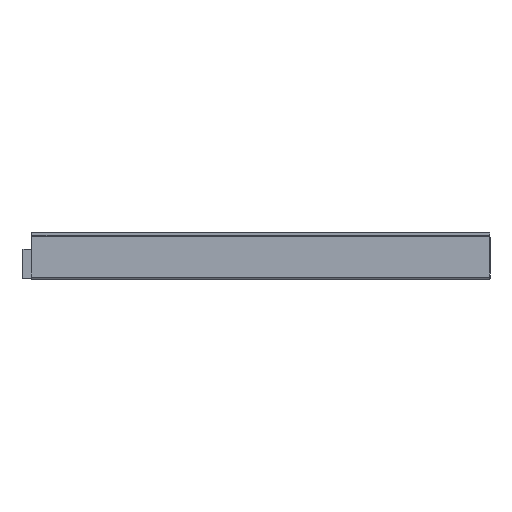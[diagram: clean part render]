
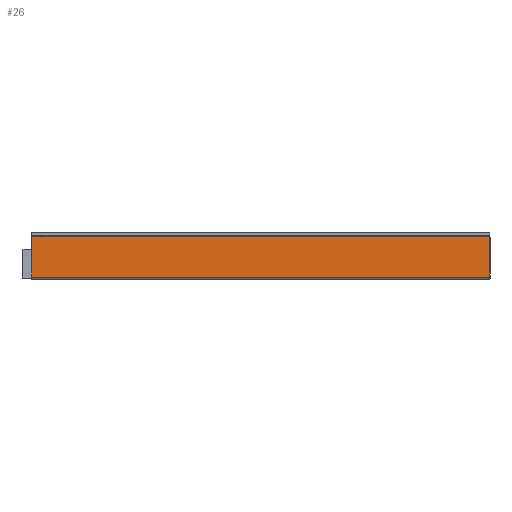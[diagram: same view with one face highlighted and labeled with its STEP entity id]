
A CAD part, top view. The second image highlights one B-rep face of the part: STEP entity #26.
In plain terms, the highlighted planar face has unit normal (0, 0, 1).
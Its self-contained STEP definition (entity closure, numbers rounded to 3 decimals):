
#26 = ADVANCED_FACE ( 'NONE', ( #709 ), #552, .F. ) ;
#57 = VECTOR ( 'NONE', #2125, 1000. ) ;
#74 = ORIENTED_EDGE ( 'NONE', *, *, #983, .T. ) ;
#210 = CARTESIAN_POINT ( 'NONE',  ( -2., 0.7, 0. ) ) ;
#321 = ORIENTED_EDGE ( 'NONE', *, *, #747, .T. ) ;
#361 = VECTOR ( 'NONE', #1284, 1000. ) ;
#403 = AXIS2_PLACEMENT_3D ( 'NONE', #1456, #1616, #908 ) ;
#417 = LINE ( 'NONE', #722, #57 ) ;
#552 = PLANE ( 'NONE',  #403 ) ;
#590 = VECTOR ( 'NONE', #764, 1000. ) ;
#677 = LINE ( 'NONE', #1826, #590 ) ;
#709 = FACE_OUTER_BOUND ( 'NONE', #1424, .T. ) ;
#712 = ORIENTED_EDGE ( 'NONE', *, *, #1110, .T. ) ;
#722 = CARTESIAN_POINT ( 'NONE',  ( 140.3, 0., 0. ) ) ;
#747 = EDGE_CURVE ( 'NONE', #1903, #1883, #677, .T. ) ;
#764 = DIRECTION ( 'NONE',  ( 0., -1., 0. ) ) ;
#851 = VECTOR ( 'NONE', #1388, 1000. ) ;
#858 = ORIENTED_EDGE ( 'NONE', *, *, #1946, .T. ) ;
#908 = DIRECTION ( 'NONE',  ( -1., 0., 0. ) ) ;
#974 = VERTEX_POINT ( 'NONE', #1728 ) ;
#983 = EDGE_CURVE ( 'NONE', #1486, #1903, #1674, .T. ) ;
#1110 = EDGE_CURVE ( 'NONE', #974, #1486, #417, .T. ) ;
#1117 = CARTESIAN_POINT ( 'NONE',  ( -2., 0.7, 0. ) ) ;
#1130 = LINE ( 'NONE', #1117, #361 ) ;
#1211 = CARTESIAN_POINT ( 'NONE',  ( -2., 13.4, 0. ) ) ;
#1284 = DIRECTION ( 'NONE',  ( 1., 0., 0. ) ) ;
#1388 = DIRECTION ( 'NONE',  ( -1., 0., 0. ) ) ;
#1424 = EDGE_LOOP ( 'NONE', ( #858, #712, #74, #321 ) ) ;
#1456 = CARTESIAN_POINT ( 'NONE',  ( 0., 0., 0. ) ) ;
#1486 = VERTEX_POINT ( 'NONE', #1691 ) ;
#1616 = DIRECTION ( 'NONE',  ( 0., 0., -1. ) ) ;
#1674 = LINE ( 'NONE', #1211, #851 ) ;
#1691 = CARTESIAN_POINT ( 'NONE',  ( 140.3, 13.4, 0. ) ) ;
#1728 = CARTESIAN_POINT ( 'NONE',  ( 140.3, 0.7, 0. ) ) ;
#1826 = CARTESIAN_POINT ( 'NONE',  ( -2., 0., 0. ) ) ;
#1883 = VERTEX_POINT ( 'NONE', #210 ) ;
#1903 = VERTEX_POINT ( 'NONE', #2106 ) ;
#1946 = EDGE_CURVE ( 'NONE', #1883, #974, #1130, .T. ) ;
#2106 = CARTESIAN_POINT ( 'NONE',  ( -2., 13.4, 0. ) ) ;
#2125 = DIRECTION ( 'NONE',  ( 0., 1., 0. ) ) ;
